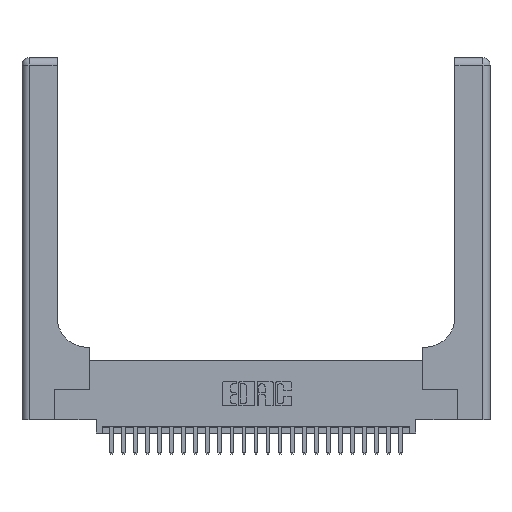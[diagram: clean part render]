
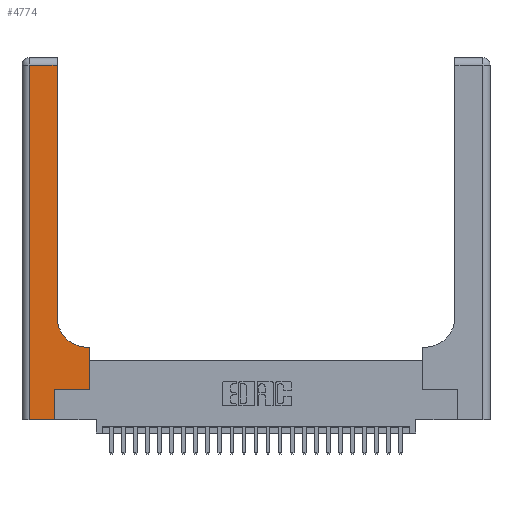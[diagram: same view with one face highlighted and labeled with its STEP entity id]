
A CAD part, top view. The second image highlights one B-rep face of the part: STEP entity #4774.
In plain terms, the highlighted planar face has unit normal (0, 0, 1).
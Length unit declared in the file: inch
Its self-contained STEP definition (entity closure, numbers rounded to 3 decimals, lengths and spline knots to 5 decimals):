
#158 = DIRECTION ( 'NONE',  ( 1., 0., 0. ) ) ;
#209 = VECTOR ( 'NONE', #20018, 39.37008 ) ;
#211 = LINE ( 'NONE', #1868, #6180 ) ;
#267 = VECTOR ( 'NONE', #1402, 39.37008 ) ;
#280 = VERTEX_POINT ( 'NONE', #5324 ) ;
#757 = CARTESIAN_POINT ( 'NONE',  ( 0., 3., 0.37 ) ) ;
#1123 = CARTESIAN_POINT ( 'NONE',  ( 0.2915, 0.6, 0.37 ) ) ;
#1293 = DIRECTION ( 'NONE',  ( 1., 0., 0. ) ) ;
#1402 = DIRECTION ( 'NONE',  ( 0., -1., 0. ) ) ;
#1868 = CARTESIAN_POINT ( 'NONE',  ( 0.2915, 3., 0.37 ) ) ;
#1966 = CARTESIAN_POINT ( 'NONE',  ( 0.269, 0., 0.37 ) ) ;
#2120 = CARTESIAN_POINT ( 'NONE',  ( 0.2915, 2.94, 0.37 ) ) ;
#2420 = VERTEX_POINT ( 'NONE', #2120 ) ;
#3079 = AXIS2_PLACEMENT_3D ( 'NONE', #757, #24377, #15992 ) ;
#3561 = CARTESIAN_POINT ( 'NONE',  ( 0.06, 3., 0.37 ) ) ;
#3697 = ORIENTED_EDGE ( 'NONE', *, *, #6307, .T. ) ;
#4421 = EDGE_CURVE ( 'NONE', #22320, #25881, #11424, .T. ) ;
#4774 = ADVANCED_FACE ( 'NONE', ( #20348 ), #7400, .F. ) ;
#5001 = ORIENTED_EDGE ( 'NONE', *, *, #10203, .T. ) ;
#5164 = ORIENTED_EDGE ( 'NONE', *, *, #4421, .T. ) ;
#5324 = CARTESIAN_POINT ( 'NONE',  ( 0.06, 2.94, 0.37 ) ) ;
#5892 = LINE ( 'NONE', #3561, #267 ) ;
#6180 = VECTOR ( 'NONE', #16293, 39.37008 ) ;
#6265 = CARTESIAN_POINT ( 'NONE',  ( 0.5415, 0.85, 0.37 ) ) ;
#6307 = EDGE_CURVE ( 'NONE', #24695, #2420, #211, .T. ) ;
#6644 = EDGE_CURVE ( 'NONE', #25881, #7185, #11734, .T. ) ;
#6768 = CARTESIAN_POINT ( 'NONE',  ( 0.269, 0.25, 0.37 ) ) ;
#7112 = DIRECTION ( 'NONE',  ( -1., 0., 0. ) ) ;
#7185 = VERTEX_POINT ( 'NONE', #10962 ) ;
#7255 = LINE ( 'NONE', #1966, #22111 ) ;
#7400 = PLANE ( 'NONE',  #3079 ) ;
#7425 = CARTESIAN_POINT ( 'NONE',  ( 0.2915, 0.85, 0.37 ) ) ;
#7773 = VERTEX_POINT ( 'NONE', #26632 ) ;
#8420 = EDGE_CURVE ( 'NONE', #20712, #7773, #14307, .T. ) ;
#9326 = CARTESIAN_POINT ( 'NONE',  ( 0.5585, 0.25, 0.37 ) ) ;
#10203 = EDGE_CURVE ( 'NONE', #2420, #280, #12189, .T. ) ;
#10699 = VERTEX_POINT ( 'NONE', #12862 ) ;
#10942 = EDGE_CURVE ( 'NONE', #280, #20712, #5892, .T. ) ;
#10962 = CARTESIAN_POINT ( 'NONE',  ( 0.5415, 0.6, 0.37 ) ) ;
#11424 = LINE ( 'NONE', #9326, #209 ) ;
#11734 = LINE ( 'NONE', #1123, #15410 ) ;
#12189 = LINE ( 'NONE', #17433, #13853 ) ;
#12208 = CARTESIAN_POINT ( 'NONE',  ( 0.06, 0., 0.37 ) ) ;
#12255 = ORIENTED_EDGE ( 'NONE', *, *, #6644, .T. ) ;
#12862 = CARTESIAN_POINT ( 'NONE',  ( 0.269, 0.25, 0.37 ) ) ;
#13851 = ORIENTED_EDGE ( 'NONE', *, *, #8420, .T. ) ;
#13853 = VECTOR ( 'NONE', #7112, 39.37008 ) ;
#13859 = CIRCLE ( 'NONE', #23160, 0.25 ) ;
#14307 = LINE ( 'NONE', #18094, #18915 ) ;
#14568 = EDGE_LOOP ( 'NONE', ( #3697, #5001, #19714, #13851, #21362, #24244, #5164, #12255, #17560 ) ) ;
#15410 = VECTOR ( 'NONE', #16361, 39.37008 ) ;
#15992 = DIRECTION ( 'NONE',  ( -1., 0., 0. ) ) ;
#16293 = DIRECTION ( 'NONE',  ( 0., 1., 0. ) ) ;
#16349 = EDGE_CURVE ( 'NONE', #7185, #24695, #13859, .T. ) ;
#16361 = DIRECTION ( 'NONE',  ( -1., 0., 0. ) ) ;
#17433 = CARTESIAN_POINT ( 'NONE',  ( 0., 2.94, 0.37 ) ) ;
#17560 = ORIENTED_EDGE ( 'NONE', *, *, #16349, .T. ) ;
#18041 = CARTESIAN_POINT ( 'NONE',  ( 0.5585, 0.6, 0.37 ) ) ;
#18094 = CARTESIAN_POINT ( 'NONE',  ( 0., 0., 0.37 ) ) ;
#18915 = VECTOR ( 'NONE', #1293, 39.37008 ) ;
#18947 = DIRECTION ( 'NONE',  ( 0., 1., 0. ) ) ;
#19581 = EDGE_CURVE ( 'NONE', #7773, #10699, #7255, .T. ) ;
#19589 = DIRECTION ( 'NONE',  ( 1., 0., 0. ) ) ;
#19714 = ORIENTED_EDGE ( 'NONE', *, *, #10942, .T. ) ;
#19785 = EDGE_CURVE ( 'NONE', #10699, #22320, #21292, .T. ) ;
#20018 = DIRECTION ( 'NONE',  ( 0., 1., 0. ) ) ;
#20348 = FACE_OUTER_BOUND ( 'NONE', #14568, .T. ) ;
#20712 = VERTEX_POINT ( 'NONE', #12208 ) ;
#21031 = DIRECTION ( 'NONE',  ( 0., 0., -1. ) ) ;
#21102 = VECTOR ( 'NONE', #19589, 39.37008 ) ;
#21292 = LINE ( 'NONE', #6768, #21102 ) ;
#21362 = ORIENTED_EDGE ( 'NONE', *, *, #19581, .T. ) ;
#22111 = VECTOR ( 'NONE', #18947, 39.37008 ) ;
#22320 = VERTEX_POINT ( 'NONE', #22359 ) ;
#22359 = CARTESIAN_POINT ( 'NONE',  ( 0.5585, 0.25, 0.37 ) ) ;
#23160 = AXIS2_PLACEMENT_3D ( 'NONE', #6265, #21031, #158 ) ;
#24244 = ORIENTED_EDGE ( 'NONE', *, *, #19785, .T. ) ;
#24377 = DIRECTION ( 'NONE',  ( 0., 0., -1. ) ) ;
#24695 = VERTEX_POINT ( 'NONE', #7425 ) ;
#25881 = VERTEX_POINT ( 'NONE', #18041 ) ;
#26632 = CARTESIAN_POINT ( 'NONE',  ( 0.269, 0., 0.37 ) ) ;
